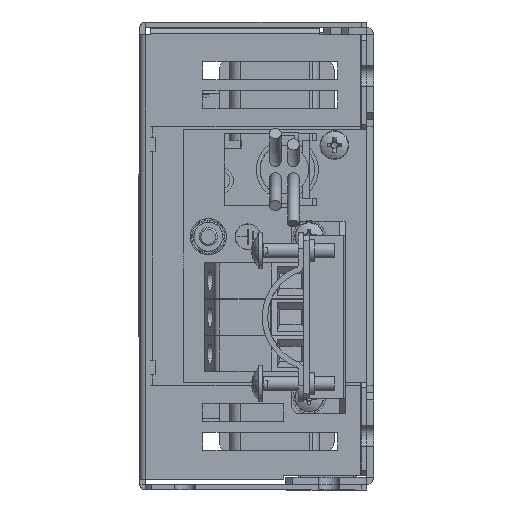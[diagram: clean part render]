
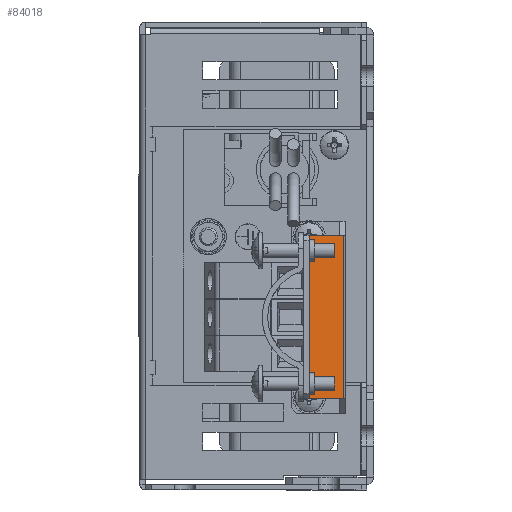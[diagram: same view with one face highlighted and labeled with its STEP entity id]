
A CAD part, left-side view. The second image highlights one B-rep face of the part: STEP entity #84018.
In plain terms, the highlighted face is planar.
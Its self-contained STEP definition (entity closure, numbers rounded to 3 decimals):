
#3423 = EDGE_CURVE ( 'NONE', #135388, #124418, #15441, .T. ) ;
#6224 = CARTESIAN_POINT ( 'NONE',  ( 26.7, 8.471, 30.3 ) ) ;
#6821 = LINE ( 'NONE', #10743, #129060 ) ;
#10743 = CARTESIAN_POINT ( 'NONE',  ( -22.7, -47.229, -25.4 ) ) ;
#11808 = EDGE_CURVE ( 'NONE', #135388, #100195, #6821, .T. ) ;
#15441 = LINE ( 'NONE', #6224, #46920 ) ;
#17448 = CARTESIAN_POINT ( 'NONE',  ( 22.7, 8.471, 30.3 ) ) ;
#20919 = CARTESIAN_POINT ( 'NONE',  ( 22.7, -1.031, 20.798 ) ) ;
#21439 = EDGE_CURVE ( 'NONE', #144123, #124418, #85846, .T. ) ;
#23877 = DIRECTION ( 'NONE',  ( 0., -0.707, -0.707 ) ) ;
#30542 = EDGE_LOOP ( 'NONE', ( #121929, #35130, #83262, #131424 ) ) ;
#35130 = ORIENTED_EDGE ( 'NONE', *, *, #21439, .T. ) ;
#43518 = VECTOR ( 'NONE', #137132, 1000. ) ;
#46920 = VECTOR ( 'NONE', #100867, 1000. ) ;
#53683 = CARTESIAN_POINT ( 'NONE',  ( 26.7, -1.031, 20.798 ) ) ;
#55503 = CARTESIAN_POINT ( 'NONE',  ( -22.7, -1.031, 20.798 ) ) ;
#58308 = DIRECTION ( 'NONE',  ( 0., -0.707, -0.707 ) ) ;
#59279 = FACE_OUTER_BOUND ( 'NONE', #30542, .T. ) ;
#82925 = PLANE ( 'NONE',  #99819 ) ;
#83262 = ORIENTED_EDGE ( 'NONE', *, *, #3423, .F. ) ;
#84018 = ADVANCED_FACE ( 'NONE', ( #59279 ), #82925, .T. ) ;
#85846 = LINE ( 'NONE', #142177, #117293 ) ;
#94837 = DIRECTION ( 'NONE',  ( 0., -0.707, 0.707 ) ) ;
#99819 = AXIS2_PLACEMENT_3D ( 'NONE', #130109, #94837, #23877 ) ;
#100195 = VERTEX_POINT ( 'NONE', #55503 ) ;
#100867 = DIRECTION ( 'NONE',  ( 1., 0., 0. ) ) ;
#117293 = VECTOR ( 'NONE', #118298, 1000. ) ;
#118298 = DIRECTION ( 'NONE',  ( 0., 0.707, 0.707 ) ) ;
#121929 = ORIENTED_EDGE ( 'NONE', *, *, #146268, .T. ) ;
#124418 = VERTEX_POINT ( 'NONE', #17448 ) ;
#129060 = VECTOR ( 'NONE', #58308, 1000. ) ;
#130109 = CARTESIAN_POINT ( 'NONE',  ( 26.7, -47.229, -25.4 ) ) ;
#131424 = ORIENTED_EDGE ( 'NONE', *, *, #11808, .T. ) ;
#135388 = VERTEX_POINT ( 'NONE', #148784 ) ;
#137132 = DIRECTION ( 'NONE',  ( 1., 0., 0. ) ) ;
#138141 = LINE ( 'NONE', #53683, #43518 ) ;
#142177 = CARTESIAN_POINT ( 'NONE',  ( 22.7, -47.229, -25.4 ) ) ;
#144123 = VERTEX_POINT ( 'NONE', #20919 ) ;
#146268 = EDGE_CURVE ( 'NONE', #100195, #144123, #138141, .T. ) ;
#148784 = CARTESIAN_POINT ( 'NONE',  ( -22.7, 8.471, 30.3 ) ) ;
